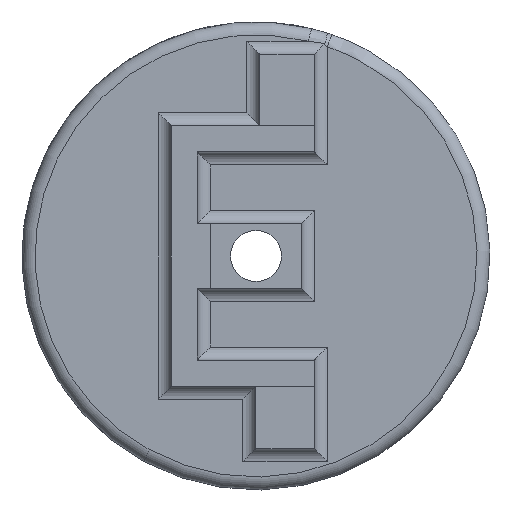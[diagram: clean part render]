
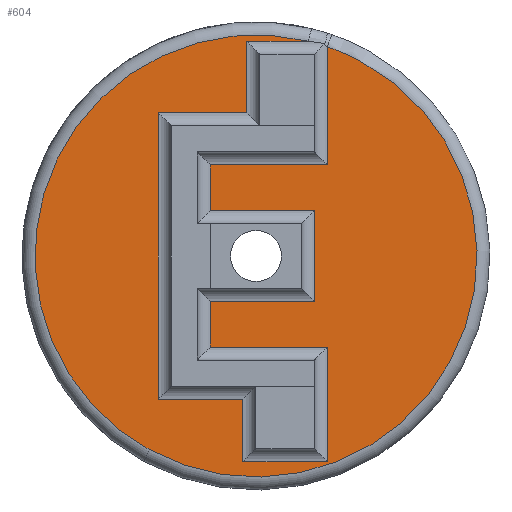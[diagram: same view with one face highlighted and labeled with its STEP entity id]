
A CAD part, front view. The second image highlights one B-rep face of the part: STEP entity #604.
In plain terms, the highlighted planar face has unit normal (0, -1, 0).
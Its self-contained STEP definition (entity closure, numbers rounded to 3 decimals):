
#196=CARTESIAN_POINT('Line Origine',(0.,0.,-20.085)) ;
#200=CARTESIAN_POINT('Vertex',(6.985,0.,-20.085)) ;
#202=CARTESIAN_POINT('Vertex',(-1.289,0.,-20.085)) ;
#286=CARTESIAN_POINT('Line Origine',(-1.289,0.,0.)) ;
#290=CARTESIAN_POINT('Vertex',(-1.289,0.,-13.97)) ;
#438=CARTESIAN_POINT('Line Origine',(6.985,0.,0.)) ;
#442=CARTESIAN_POINT('Vertex',(6.985,0.,-8.89)) ;
#468=CARTESIAN_POINT('Axis2P3D Location',(0.,0.,0.)) ;
#473=CARTESIAN_POINT('Line Origine',(6.985,0.,14.659)) ;
#477=CARTESIAN_POINT('Vertex',(6.985,0.,20.429)) ;
#479=CARTESIAN_POINT('Vertex',(6.985,0.,8.89)) ;
#482=CARTESIAN_POINT('Line Origine',(1.27,0.,8.89)) ;
#486=CARTESIAN_POINT('Vertex',(-4.445,0.,8.89)) ;
#489=CARTESIAN_POINT('Line Origine',(-4.445,0.,6.668)) ;
#493=CARTESIAN_POINT('Vertex',(-4.445,0.,4.445)) ;
#496=CARTESIAN_POINT('Line Origine',(0.635,0.,4.445)) ;
#500=CARTESIAN_POINT('Vertex',(5.715,0.,4.445)) ;
#503=CARTESIAN_POINT('Line Origine',(5.715,0.,0.)) ;
#507=CARTESIAN_POINT('Vertex',(5.715,0.,-4.445)) ;
#510=CARTESIAN_POINT('Line Origine',(0.635,0.,-4.445)) ;
#514=CARTESIAN_POINT('Vertex',(-4.445,0.,-4.445)) ;
#517=CARTESIAN_POINT('Line Origine',(-4.445,0.,-6.668)) ;
#521=CARTESIAN_POINT('Vertex',(-4.445,0.,-8.89)) ;
#524=CARTESIAN_POINT('Line Origine',(1.27,0.,-8.89)) ;
#529=CARTESIAN_POINT('Line Origine',(-5.407,0.,-13.97)) ;
#533=CARTESIAN_POINT('Vertex',(-9.525,0.,-13.97)) ;
#536=CARTESIAN_POINT('Line Origine',(-9.525,0.,0.)) ;
#540=CARTESIAN_POINT('Vertex',(-9.525,0.,13.97)) ;
#543=CARTESIAN_POINT('Line Origine',(-5.214,0.,13.97)) ;
#547=CARTESIAN_POINT('Vertex',(-0.903,0.,13.97)) ;
#550=CARTESIAN_POINT('Line Origine',(-0.903,0.,17.472)) ;
#554=CARTESIAN_POINT('Vertex',(-0.903,0.,20.975)) ;
#557=CARTESIAN_POINT('Line Origine',(2.107,0.,20.975)) ;
#561=CARTESIAN_POINT('Vertex',(5.116,0.,20.975)) ;
#564=CARTESIAN_POINT('Axis2P3D Location',(0.,0.,0.)) ;
#568=CARTESIAN_POINT('Vertex',(-10.351,0.,-18.947)) ;
#571=CARTESIAN_POINT('Axis2P3D Location',(0.,0.,0.)) ;
#575=CARTESIAN_POINT('Vertex',(10.351,0.,18.947)) ;
#578=CARTESIAN_POINT('Axis2P3D Location',(0.,0.,0.)) ;
#198=VECTOR('Line Direction',#197,1.) ;
#288=VECTOR('Line Direction',#287,1.) ;
#440=VECTOR('Line Direction',#439,1.) ;
#475=VECTOR('Line Direction',#474,1.) ;
#484=VECTOR('Line Direction',#483,1.) ;
#491=VECTOR('Line Direction',#490,1.) ;
#498=VECTOR('Line Direction',#497,1.) ;
#505=VECTOR('Line Direction',#504,1.) ;
#512=VECTOR('Line Direction',#511,1.) ;
#519=VECTOR('Line Direction',#518,1.) ;
#526=VECTOR('Line Direction',#525,1.) ;
#531=VECTOR('Line Direction',#530,1.) ;
#538=VECTOR('Line Direction',#537,1.) ;
#545=VECTOR('Line Direction',#544,1.) ;
#552=VECTOR('Line Direction',#551,1.) ;
#559=VECTOR('Line Direction',#558,1.) ;
#197=DIRECTION('Vector Direction',(-1.,0.,0.)) ;
#287=DIRECTION('Vector Direction',(0.,0.,-1.)) ;
#439=DIRECTION('Vector Direction',(0.,0.,-1.)) ;
#469=DIRECTION('Axis2P3D Direction',(-0.,1.,0.)) ;
#470=DIRECTION('Axis2P3D XDirection',(1.,0.,0.)) ;
#474=DIRECTION('Vector Direction',(0.,0.,1.)) ;
#483=DIRECTION('Vector Direction',(1.,0.,0.)) ;
#490=DIRECTION('Vector Direction',(0.,0.,1.)) ;
#497=DIRECTION('Vector Direction',(1.,0.,0.)) ;
#504=DIRECTION('Vector Direction',(0.,0.,1.)) ;
#511=DIRECTION('Vector Direction',(-1.,0.,0.)) ;
#518=DIRECTION('Vector Direction',(0.,0.,1.)) ;
#525=DIRECTION('Vector Direction',(-1.,0.,0.)) ;
#530=DIRECTION('Vector Direction',(-1.,0.,0.)) ;
#537=DIRECTION('Vector Direction',(0.,0.,1.)) ;
#544=DIRECTION('Vector Direction',(1.,0.,0.)) ;
#551=DIRECTION('Vector Direction',(0.,0.,1.)) ;
#558=DIRECTION('Vector Direction',(1.,0.,0.)) ;
#565=DIRECTION('Axis2P3D Direction',(-0.,1.,0.)) ;
#572=DIRECTION('Axis2P3D Direction',(-0.,1.,0.)) ;
#579=DIRECTION('Axis2P3D Direction',(-0.,1.,0.)) ;
#471=AXIS2_PLACEMENT_3D('Plane Axis2P3D',#468,#469,#470) ;
#566=AXIS2_PLACEMENT_3D('Circle Axis2P3D',#564,#565,$) ;
#573=AXIS2_PLACEMENT_3D('Circle Axis2P3D',#571,#572,$) ;
#580=AXIS2_PLACEMENT_3D('Circle Axis2P3D',#578,#579,$) ;
#199=LINE('Line',#196,#198) ;
#289=LINE('Line',#286,#288) ;
#441=LINE('Line',#438,#440) ;
#476=LINE('Line',#473,#475) ;
#485=LINE('Line',#482,#484) ;
#492=LINE('Line',#489,#491) ;
#499=LINE('Line',#496,#498) ;
#506=LINE('Line',#503,#505) ;
#513=LINE('Line',#510,#512) ;
#520=LINE('Line',#517,#519) ;
#527=LINE('Line',#524,#526) ;
#532=LINE('Line',#529,#531) ;
#539=LINE('Line',#536,#538) ;
#546=LINE('Line',#543,#545) ;
#553=LINE('Line',#550,#552) ;
#560=LINE('Line',#557,#559) ;
#567=CIRCLE('generated circle',#566,21.59) ;
#574=CIRCLE('generated circle',#573,21.59) ;
#581=CIRCLE('generated circle',#580,21.59) ;
#472=PLANE('',#471) ;
#204=EDGE_CURVE('',#201,#203,#199,.T.) ;
#292=EDGE_CURVE('',#203,#291,#289,.F.) ;
#444=EDGE_CURVE('',#443,#201,#441,.T.) ;
#481=EDGE_CURVE('',#478,#480,#476,.F.) ;
#488=EDGE_CURVE('',#480,#487,#485,.F.) ;
#495=EDGE_CURVE('',#487,#494,#492,.F.) ;
#502=EDGE_CURVE('',#494,#501,#499,.T.) ;
#509=EDGE_CURVE('',#501,#508,#506,.F.) ;
#516=EDGE_CURVE('',#508,#515,#513,.T.) ;
#523=EDGE_CURVE('',#515,#522,#520,.F.) ;
#528=EDGE_CURVE('',#522,#443,#527,.F.) ;
#535=EDGE_CURVE('',#291,#534,#532,.T.) ;
#542=EDGE_CURVE('',#534,#541,#539,.T.) ;
#549=EDGE_CURVE('',#541,#548,#546,.T.) ;
#556=EDGE_CURVE('',#548,#555,#553,.T.) ;
#563=EDGE_CURVE('',#555,#562,#560,.T.) ;
#570=EDGE_CURVE('',#569,#562,#567,.T.) ;
#577=EDGE_CURVE('',#576,#569,#574,.T.) ;
#582=EDGE_CURVE('',#478,#576,#581,.T.) ;
#584=ORIENTED_EDGE('',*,*,#481,.T.) ;
#585=ORIENTED_EDGE('',*,*,#488,.T.) ;
#586=ORIENTED_EDGE('',*,*,#495,.T.) ;
#587=ORIENTED_EDGE('',*,*,#502,.T.) ;
#588=ORIENTED_EDGE('',*,*,#509,.T.) ;
#589=ORIENTED_EDGE('',*,*,#516,.T.) ;
#590=ORIENTED_EDGE('',*,*,#523,.T.) ;
#591=ORIENTED_EDGE('',*,*,#528,.T.) ;
#592=ORIENTED_EDGE('',*,*,#444,.T.) ;
#593=ORIENTED_EDGE('',*,*,#204,.T.) ;
#594=ORIENTED_EDGE('',*,*,#292,.T.) ;
#595=ORIENTED_EDGE('',*,*,#535,.T.) ;
#596=ORIENTED_EDGE('',*,*,#542,.T.) ;
#597=ORIENTED_EDGE('',*,*,#549,.T.) ;
#598=ORIENTED_EDGE('',*,*,#556,.T.) ;
#599=ORIENTED_EDGE('',*,*,#563,.T.) ;
#600=ORIENTED_EDGE('',*,*,#570,.F.) ;
#601=ORIENTED_EDGE('',*,*,#577,.F.) ;
#602=ORIENTED_EDGE('',*,*,#582,.F.) ;
#583=EDGE_LOOP('',(#584,#585,#586,#587,#588,#589,#590,#591,#592,#593,#594,#595,#596,#597,#598,#599,#600,#601,#602)) ;
#201=VERTEX_POINT('',#200) ;
#203=VERTEX_POINT('',#202) ;
#291=VERTEX_POINT('',#290) ;
#443=VERTEX_POINT('',#442) ;
#478=VERTEX_POINT('',#477) ;
#480=VERTEX_POINT('',#479) ;
#487=VERTEX_POINT('',#486) ;
#494=VERTEX_POINT('',#493) ;
#501=VERTEX_POINT('',#500) ;
#508=VERTEX_POINT('',#507) ;
#515=VERTEX_POINT('',#514) ;
#522=VERTEX_POINT('',#521) ;
#534=VERTEX_POINT('',#533) ;
#541=VERTEX_POINT('',#540) ;
#548=VERTEX_POINT('',#547) ;
#555=VERTEX_POINT('',#554) ;
#562=VERTEX_POINT('',#561) ;
#569=VERTEX_POINT('',#568) ;
#576=VERTEX_POINT('',#575) ;
#604=ADVANCED_FACE('PartBody',(#603),#472,.F.) ;
#603=FACE_OUTER_BOUND('',#583,.T.) ;
